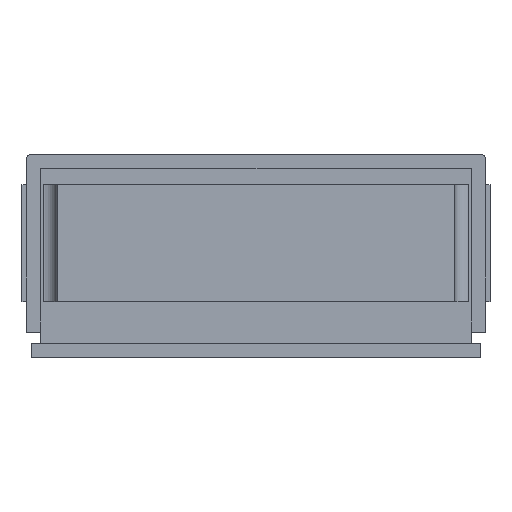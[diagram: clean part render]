
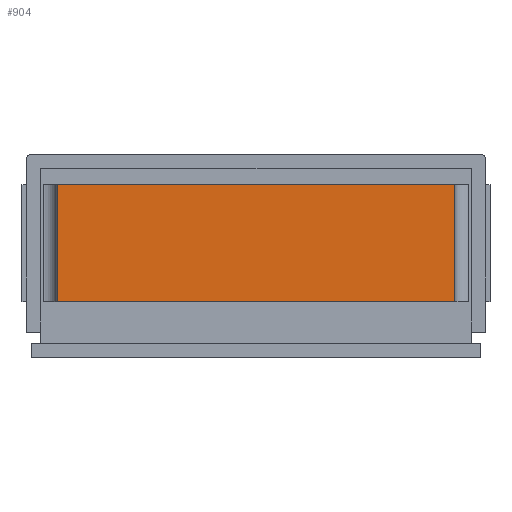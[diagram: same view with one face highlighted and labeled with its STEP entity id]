
A CAD part, left-side view. The second image highlights one B-rep face of the part: STEP entity #904.
In plain terms, the highlighted face is planar.
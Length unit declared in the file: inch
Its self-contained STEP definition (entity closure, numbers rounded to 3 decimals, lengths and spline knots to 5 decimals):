
#638=CARTESIAN_POINT('',(5.02313,6.90763,0.0));
#639=VERTEX_POINT('',#638);
#646=CARTESIAN_POINT('',(5.02313,6.05763,0.0));
#647=VERTEX_POINT('',#646);
#648=CARTESIAN_POINT('',(5.02313,6.05763,0.0));
#649=DIRECTION('',(0.0,1.0,0.0));
#650=VECTOR('',#649,0.85);
#651=LINE('',#648,#650);
#652=EDGE_CURVE('',#647,#639,#651,.T.);
#696=CARTESIAN_POINT('',(5.02313,6.05763,0.25));
#697=VERTEX_POINT('',#696);
#704=CARTESIAN_POINT('',(5.02313,6.90763,0.25));
#705=VERTEX_POINT('',#704);
#706=CARTESIAN_POINT('',(5.02313,6.90763,0.25));
#707=DIRECTION('',(0.0,-1.0,0.0));
#708=VECTOR('',#707,0.85);
#709=LINE('',#706,#708);
#710=EDGE_CURVE('',#705,#697,#709,.T.);
#883=CARTESIAN_POINT('',(5.02313,6.90763,0.0));
#884=DIRECTION('',(1.0,0.0,0.0));
#885=DIRECTION('',(0.0,0.0,-1.0));
#886=AXIS2_PLACEMENT_3D('',#883,#884,#885);
#887=PLANE('',#886);
#888=ORIENTED_EDGE('',*,*,#710,.T.);
#889=CARTESIAN_POINT('',(5.02313,6.05763,0.0));
#890=DIRECTION('',(0.0,0.0,1.0));
#891=VECTOR('',#890,0.25);
#892=LINE('',#889,#891);
#893=EDGE_CURVE('',#647,#697,#892,.T.);
#894=ORIENTED_EDGE('',*,*,#893,.F.);
#895=ORIENTED_EDGE('',*,*,#652,.T.);
#896=CARTESIAN_POINT('',(5.02313,6.90763,0.0));
#897=DIRECTION('',(0.0,0.0,1.0));
#898=VECTOR('',#897,0.25);
#899=LINE('',#896,#898);
#900=EDGE_CURVE('',#639,#705,#899,.T.);
#901=ORIENTED_EDGE('',*,*,#900,.T.);
#902=EDGE_LOOP('',(#888,#894,#895,#901));
#903=FACE_OUTER_BOUND('',#902,.T.);
#904=ADVANCED_FACE('',(#903),#887,.T.);
